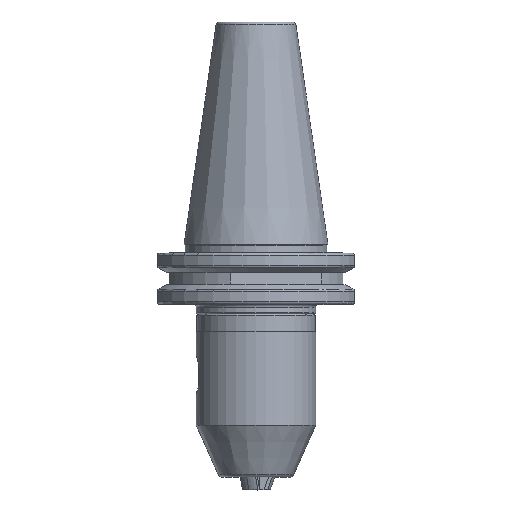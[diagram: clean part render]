
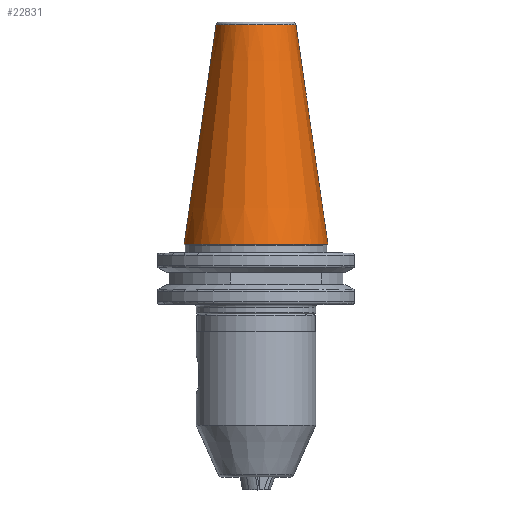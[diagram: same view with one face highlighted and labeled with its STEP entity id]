
A CAD part, top view. The second image highlights one B-rep face of the part: STEP entity #22831.
In plain terms, the highlighted conical face has half-angle 8.297 degrees and reference radius 12.25 mm.
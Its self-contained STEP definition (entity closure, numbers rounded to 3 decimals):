
#903 = CARTESIAN_POINT ( 'NONE',  ( 0., -2.7, 0. ) ) ;
#1031 = AXIS2_PLACEMENT_3D ( 'NONE', #20284, #8565, #22265 ) ;
#1697 = CONICAL_SURFACE ( 'NONE', #4576, 12.25, 0.145 ) ;
#2048 = DIRECTION ( 'NONE',  ( 0., 1., 0. ) ) ;
#2117 = CARTESIAN_POINT ( 'NONE',  ( 0., -71.6, 12.25 ) ) ;
#2244 = CARTESIAN_POINT ( 'NONE',  ( 0., -70.744, 12.375 ) ) ;
#2374 = CARTESIAN_POINT ( 'NONE',  ( 0., -71.6, -12.25 ) ) ;
#2448 = DIRECTION ( 'NONE',  ( 0., 0.99, -0.144 ) ) ;
#2892 = DIRECTION ( 'NONE',  ( 0., 0., 1. ) ) ;
#3119 = EDGE_CURVE ( 'NONE', #23649, #5664, #18277, .T. ) ;
#4576 = AXIS2_PLACEMENT_3D ( 'NONE', #22182, #2048, #13773 ) ;
#5664 = VERTEX_POINT ( 'NONE', #2244 ) ;
#6796 = VECTOR ( 'NONE', #2448, 1000. ) ;
#6945 = AXIS2_PLACEMENT_3D ( 'NONE', #903, #14631, #2892 ) ;
#7307 = EDGE_CURVE ( 'NONE', #23649, #8643, #7389, .T. ) ;
#7389 = LINE ( 'NONE', #2374, #6796 ) ;
#8443 = ORIENTED_EDGE ( 'NONE', *, *, #3119, .T. ) ;
#8565 = DIRECTION ( 'NONE',  ( 0., 1., 0. ) ) ;
#8643 = VERTEX_POINT ( 'NONE', #9689 ) ;
#9689 = CARTESIAN_POINT ( 'NONE',  ( 0., -2.7, -22.298 ) ) ;
#10058 = ORIENTED_EDGE ( 'NONE', *, *, #16505, .T. ) ;
#10755 = VECTOR ( 'NONE', #21746, 1000. ) ;
#10945 = EDGE_CURVE ( 'NONE', #8643, #19074, #21048, .T. ) ;
#12674 = ORIENTED_EDGE ( 'NONE', *, *, #10945, .F. ) ;
#13773 = DIRECTION ( 'NONE',  ( 0., 0., 1. ) ) ;
#14631 = DIRECTION ( 'NONE',  ( 0., 1., 0. ) ) ;
#14947 = EDGE_LOOP ( 'NONE', ( #16199, #8443, #10058, #12674 ) ) ;
#15931 = LINE ( 'NONE', #2117, #10755 ) ;
#16199 = ORIENTED_EDGE ( 'NONE', *, *, #7307, .F. ) ;
#16505 = EDGE_CURVE ( 'NONE', #5664, #19074, #15931, .T. ) ;
#18277 = CIRCLE ( 'NONE', #1031, 12.375 ) ;
#19074 = VERTEX_POINT ( 'NONE', #21662 ) ;
#20284 = CARTESIAN_POINT ( 'NONE',  ( 0., -70.744, 0. ) ) ;
#21048 = CIRCLE ( 'NONE', #6945, 22.298 ) ;
#21662 = CARTESIAN_POINT ( 'NONE',  ( 0., -2.7, 22.298 ) ) ;
#21746 = DIRECTION ( 'NONE',  ( 0., 0.99, 0.144 ) ) ;
#22000 = CARTESIAN_POINT ( 'NONE',  ( 0., -70.744, -12.375 ) ) ;
#22182 = CARTESIAN_POINT ( 'NONE',  ( 0., -71.6, 0. ) ) ;
#22265 = DIRECTION ( 'NONE',  ( 0., 0., -1. ) ) ;
#22566 = FACE_OUTER_BOUND ( 'NONE', #14947, .T. ) ;
#22831 = ADVANCED_FACE ( 'NONE', ( #22566 ), #1697, .T. ) ;
#23649 = VERTEX_POINT ( 'NONE', #22000 ) ;
